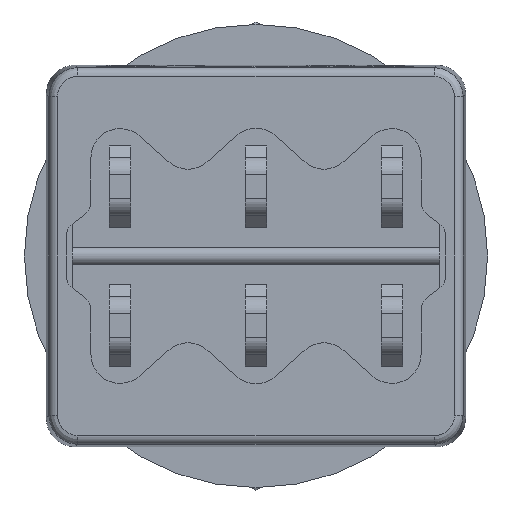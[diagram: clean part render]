
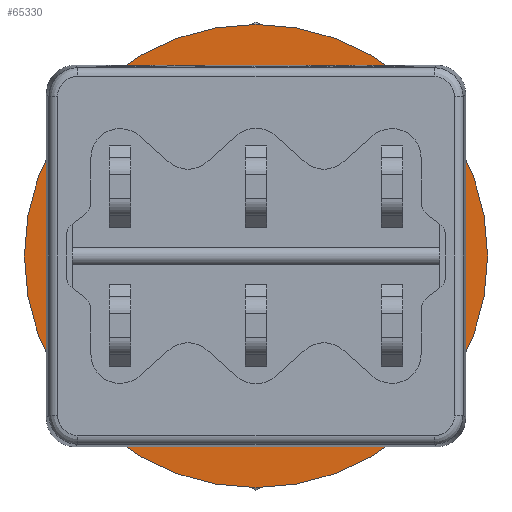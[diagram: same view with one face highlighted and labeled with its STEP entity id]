
A CAD part, front view. The second image highlights one B-rep face of the part: STEP entity #65330.
In plain terms, the highlighted planar face has unit normal (0, -1, 0).
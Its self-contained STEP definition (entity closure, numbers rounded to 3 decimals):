
#24 = CARTESIAN_POINT ( 'NONE',  ( 0., 0., 0. ) ) ;
#591 = CARTESIAN_POINT ( 'NONE',  ( 2.872, 0., -2. ) ) ;
#1434 = CARTESIAN_POINT ( 'NONE',  ( -2.872, 0., -2. ) ) ;
#2288 = FACE_OUTER_BOUND ( 'NONE', #13660, .T. ) ;
#4842 = AXIS2_PLACEMENT_3D ( 'NONE', #18885, #63329, #25274 ) ;
#6417 = DIRECTION ( 'NONE',  ( 0., 0., 1. ) ) ;
#6849 = LINE ( 'NONE', #61212, #38689 ) ;
#7206 = CIRCLE ( 'NONE', #10918, 4. ) ;
#10918 = AXIS2_PLACEMENT_3D ( 'NONE', #17177, #61647, #23608 ) ;
#11420 = ORIENTED_EDGE ( 'NONE', *, *, #82218, .F. ) ;
#11885 = EDGE_CURVE ( 'NONE', #13558, #21751, #37974, .T. ) ;
#13558 = VERTEX_POINT ( 'NONE', #23256 ) ;
#13660 = EDGE_LOOP ( 'NONE', ( #70072 ) ) ;
#14503 = EDGE_LOOP ( 'NONE', ( #79744, #66150, #11420, #44727, #67135, #65047, #74322, #35586 ) ) ;
#15314 = VERTEX_POINT ( 'NONE', #19012 ) ;
#15497 = CIRCLE ( 'NONE', #20889, 4. ) ;
#15830 = DIRECTION ( 'NONE',  ( 0., 1., 0. ) ) ;
#16679 = EDGE_CURVE ( 'NONE', #41571, #15314, #19924, .T. ) ;
#17177 = CARTESIAN_POINT ( 'NONE',  ( 0., 0., 0. ) ) ;
#17812 = VERTEX_POINT ( 'NONE', #36393 ) ;
#18392 = VERTEX_POINT ( 'NONE', #46629 ) ;
#18885 = CARTESIAN_POINT ( 'NONE',  ( 0., 0., 0. ) ) ;
#19012 = CARTESIAN_POINT ( 'NONE',  ( 3.464, 0., -2. ) ) ;
#19158 = FACE_BOUND ( 'NONE', #14503, .T. ) ;
#19924 = LINE ( 'NONE', #591, #61699 ) ;
#20889 = AXIS2_PLACEMENT_3D ( 'NONE', #31086, #75524, #37510 ) ;
#21751 = VERTEX_POINT ( 'NONE', #57824 ) ;
#23256 = CARTESIAN_POINT ( 'NONE',  ( -2.872, 0., 2. ) ) ;
#23608 = DIRECTION ( 'NONE',  ( 0., 0., 1. ) ) ;
#25128 = CIRCLE ( 'NONE', #77980, 8. ) ;
#25274 = DIRECTION ( 'NONE',  ( 0., 0., 1. ) ) ;
#29196 = LINE ( 'NONE', #64782, #75863 ) ;
#29489 = CARTESIAN_POINT ( 'NONE',  ( 0., 0., -8. ) ) ;
#29552 = AXIS2_PLACEMENT_3D ( 'NONE', #41128, #15830, #60300 ) ;
#31086 = CARTESIAN_POINT ( 'NONE',  ( 0., 0., 0. ) ) ;
#33909 = CARTESIAN_POINT ( 'NONE',  ( 0., 0., 0. ) ) ;
#35080 = VERTEX_POINT ( 'NONE', #29489 ) ;
#35586 = ORIENTED_EDGE ( 'NONE', *, *, #65674, .F. ) ;
#36393 = CARTESIAN_POINT ( 'NONE',  ( -3.464, 0., -2. ) ) ;
#37510 = DIRECTION ( 'NONE',  ( 0., 0., -1. ) ) ;
#37974 = CIRCLE ( 'NONE', #78409, 3.5 ) ;
#38689 = VECTOR ( 'NONE', #68707, 1000. ) ;
#38918 = EDGE_CURVE ( 'NONE', #17812, #64901, #6849, .T. ) ;
#40318 = DIRECTION ( 'NONE',  ( 0., 0., -1. ) ) ;
#41128 = CARTESIAN_POINT ( 'NONE',  ( 0., 0., 0. ) ) ;
#41571 = VERTEX_POINT ( 'NONE', #78478 ) ;
#44516 = DIRECTION ( 'NONE',  ( 0., 1., 0. ) ) ;
#44727 = ORIENTED_EDGE ( 'NONE', *, *, #62382, .F. ) ;
#45579 = EDGE_CURVE ( 'NONE', #41571, #64901, #60932, .T. ) ;
#46629 = CARTESIAN_POINT ( 'NONE',  ( 3.464, 0., 2. ) ) ;
#47215 = VECTOR ( 'NONE', #74937, 1000. ) ;
#54578 = EDGE_CURVE ( 'NONE', #13558, #59085, #80978, .T. ) ;
#55522 = CARTESIAN_POINT ( 'NONE',  ( -2.872, 0., 2. ) ) ;
#57824 = CARTESIAN_POINT ( 'NONE',  ( 2.872, 0., 2. ) ) ;
#59085 = VERTEX_POINT ( 'NONE', #71671 ) ;
#60031 = PLANE ( 'NONE',  #29552 ) ;
#60300 = DIRECTION ( 'NONE',  ( 0., 0., 1. ) ) ;
#60932 = CIRCLE ( 'NONE', #4842, 3.5 ) ;
#61212 = CARTESIAN_POINT ( 'NONE',  ( -2.872, 0., -2. ) ) ;
#61647 = DIRECTION ( 'NONE',  ( 0., -1., 0. ) ) ;
#61699 = VECTOR ( 'NONE', #68981, 1000. ) ;
#62382 = EDGE_CURVE ( 'NONE', #15314, #18392, #15497, .T. ) ;
#63329 = DIRECTION ( 'NONE',  ( 0., 1., 0. ) ) ;
#64782 = CARTESIAN_POINT ( 'NONE',  ( 2.872, 0., 2. ) ) ;
#64901 = VERTEX_POINT ( 'NONE', #1434 ) ;
#65047 = ORIENTED_EDGE ( 'NONE', *, *, #45579, .T. ) ;
#65061 = EDGE_CURVE ( 'NONE', #35080, #35080, #25128, .T. ) ;
#65330 = ADVANCED_FACE ( 'NONE', ( #2288, #19158 ), #60031, .F. ) ;
#65674 = EDGE_CURVE ( 'NONE', #59085, #17812, #7206, .T. ) ;
#66150 = ORIENTED_EDGE ( 'NONE', *, *, #11885, .T. ) ;
#67135 = ORIENTED_EDGE ( 'NONE', *, *, #16679, .F. ) ;
#68707 = DIRECTION ( 'NONE',  ( 1., 0., 0. ) ) ;
#68981 = DIRECTION ( 'NONE',  ( 1., 0., 0. ) ) ;
#70072 = ORIENTED_EDGE ( 'NONE', *, *, #65061, .T. ) ;
#71671 = CARTESIAN_POINT ( 'NONE',  ( -3.464, 0., 2. ) ) ;
#74322 = ORIENTED_EDGE ( 'NONE', *, *, #38918, .F. ) ;
#74937 = DIRECTION ( 'NONE',  ( -1., 0., 0. ) ) ;
#75524 = DIRECTION ( 'NONE',  ( 0., -1., 0. ) ) ;
#75863 = VECTOR ( 'NONE', #77301, 1000. ) ;
#77301 = DIRECTION ( 'NONE',  ( -1., 0., 0. ) ) ;
#77980 = AXIS2_PLACEMENT_3D ( 'NONE', #33909, #78361, #40318 ) ;
#78361 = DIRECTION ( 'NONE',  ( 0., -1., 0. ) ) ;
#78409 = AXIS2_PLACEMENT_3D ( 'NONE', #24, #44516, #6417 ) ;
#78478 = CARTESIAN_POINT ( 'NONE',  ( 2.872, 0., -2. ) ) ;
#79744 = ORIENTED_EDGE ( 'NONE', *, *, #54578, .F. ) ;
#80978 = LINE ( 'NONE', #55522, #47215 ) ;
#82218 = EDGE_CURVE ( 'NONE', #18392, #21751, #29196, .T. ) ;
